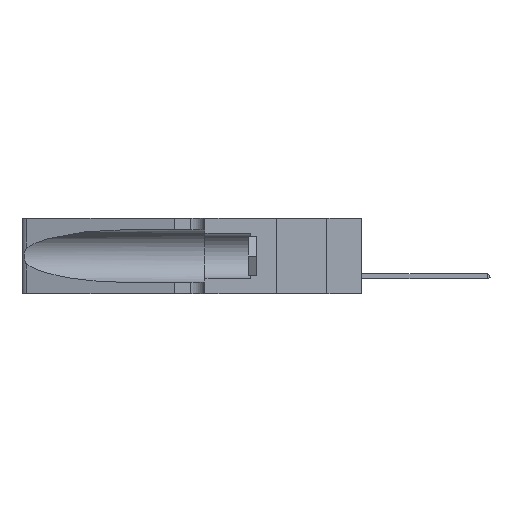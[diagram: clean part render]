
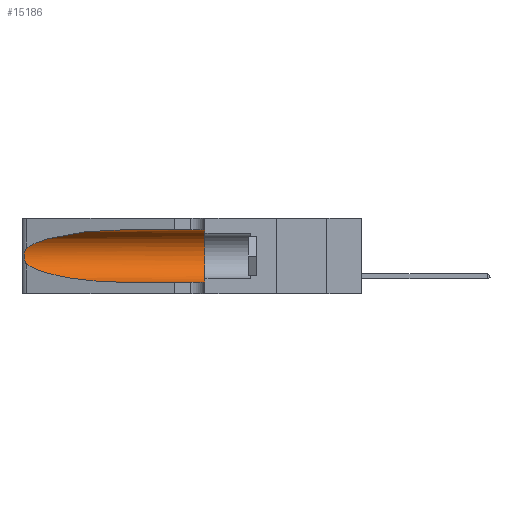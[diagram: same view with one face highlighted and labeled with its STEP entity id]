
A CAD part, left-side view. The second image highlights one B-rep face of the part: STEP entity #15186.
In plain terms, the highlighted cylindrical face has radius 3.308 mm (diameter 6.617 mm), a partial arc.
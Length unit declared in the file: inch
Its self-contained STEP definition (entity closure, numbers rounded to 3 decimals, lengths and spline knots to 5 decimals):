
#75 = LINE ( 'NONE', #5478, #15368 ) ;
#968 = EDGE_CURVE ( 'NONE', #5142, #13278, #75, .T. ) ;
#992 = CARTESIAN_POINT ( 'NONE',  ( 0.1305, 0.35, 0.31525 ) ) ;
#1367 = ORIENTED_EDGE ( 'NONE', *, *, #15415, .T. ) ;
#1833 = DIRECTION ( 'NONE',  ( 0., 0., -1. ) ) ;
#1854 = CARTESIAN_POINT ( 'NONE',  ( 0.1305, 0.72297, 0.31525 ) ) ;
#1946 = CARTESIAN_POINT ( 'NONE',  ( 0.25487, 1.22718, 0.22369 ) ) ;
#2728 = DIRECTION ( 'NONE',  ( 0., -1., 0. ) ) ;
#3152 = EDGE_CURVE ( 'NONE', #13278, #7933, #3157, .T. ) ;
#3157 = CIRCLE ( 'NONE', #18213, 0.13025 ) ;
#3265 = CARTESIAN_POINT ( 'NONE',  ( 0.1305, 0.72297, 0.31525 ) ) ;
#3366 = ORIENTED_EDGE ( 'NONE', *, *, #17889, .T. ) ;
#3460 = VERTEX_POINT ( 'NONE', #14272 ) ;
#3503 = DIRECTION ( 'NONE',  ( 0., -1., 0. ) ) ;
#4851 = VECTOR ( 'NONE', #2728, 39.37008 ) ;
#5142 = VERTEX_POINT ( 'NONE', #3265 ) ;
#5272 = CARTESIAN_POINT ( 'NONE',  ( 0.2373, 1.15595, 0.28018 ) ) ;
#5413 = CARTESIAN_POINT ( 'NONE',  ( 0.1305, 1.61858, 0.185 ) ) ;
#5443 = CARTESIAN_POINT ( 'NONE',  ( 0.25856, 1.23593, 0.16098 ) ) ;
#5478 = CARTESIAN_POINT ( 'NONE',  ( 0.1305, 1.61858, 0.31525 ) ) ;
#6334 = CARTESIAN_POINT ( 'NONE',  ( 0.1305, 1.61858, 0.05475 ) ) ;
#6377 = ORIENTED_EDGE ( 'NONE', *, *, #968, .F. ) ;
#6956 = CARTESIAN_POINT ( 'NONE',  ( 0.25555, 1.22993, 0.14849 ) ) ;
#7052 = ORIENTED_EDGE ( 'NONE', *, *, #3152, .F. ) ;
#7598 = DIRECTION ( 'NONE',  ( 0., 1., 0. ) ) ;
#7933 = VERTEX_POINT ( 'NONE', #14519 ) ;
#8749 = CARTESIAN_POINT ( 'NONE',  ( 0.25487, 1.22718, 0.14631 ) ) ;
#8756 = EDGE_CURVE ( 'NONE', #11192, #7933, #9047, .T. ) ;
#9047 = LINE ( 'NONE', #6334, #4851 ) ;
#9728 = VERTEX_POINT ( 'NONE', #1946 ) ;
#9774 =( BOUNDED_CURVE ( )  B_SPLINE_CURVE ( 3, ( #1854, #14503, #5272, #17861 ),
 .UNSPECIFIED., .F., .T. ) 
 B_SPLINE_CURVE_WITH_KNOTS ( ( 4, 4 ),
 ( 1.5708, 2.84003 ),
 .UNSPECIFIED. ) 
 CURVE ( )  GEOMETRIC_REPRESENTATION_ITEM ( )  RATIONAL_B_SPLINE_CURVE ( ( 1., 0.87, 0.87, 1. ) ) 
 REPRESENTATION_ITEM ( '' )  );
#10657 = CYLINDRICAL_SURFACE ( 'NONE', #14322, 0.13025 ) ;
#10892 =( BOUNDED_CURVE ( )  B_SPLINE_CURVE ( 3, ( #18328, #21891, #18575, #11029 ),
 .UNSPECIFIED., .F., .T. ) 
 B_SPLINE_CURVE_WITH_KNOTS ( ( 4, 4 ),
 ( 3.44316, 4.71239 ),
 .UNSPECIFIED. ) 
 CURVE ( )  GEOMETRIC_REPRESENTATION_ITEM ( )  RATIONAL_B_SPLINE_CURVE ( ( 1., 0.87, 0.87, 1. ) ) 
 REPRESENTATION_ITEM ( '' )  );
#11029 = CARTESIAN_POINT ( 'NONE',  ( 0.1305, 0.72297, 0.05475 ) ) ;
#11090 = DIRECTION ( 'NONE',  ( 0., 0., 1. ) ) ;
#11192 = VERTEX_POINT ( 'NONE', #17669 ) ;
#12281 = CARTESIAN_POINT ( 'NONE',  ( 0.25789, 1.23486, 0.15765 ) ) ;
#12351 = CARTESIAN_POINT ( 'NONE',  ( 0.26018, 1.23835, 0.19895 ) ) ;
#12430 = CARTESIAN_POINT ( 'NONE',  ( 0.25555, 1.22994, 0.2215 ) ) ;
#12576 = CARTESIAN_POINT ( 'NONE',  ( 0.26017, 1.23833, 0.17102 ) ) ;
#13278 = VERTEX_POINT ( 'NONE', #992 ) ;
#14208 = CARTESIAN_POINT ( 'NONE',  ( 0.25787, 1.23484, 0.2124 ) ) ;
#14272 = CARTESIAN_POINT ( 'NONE',  ( 0.25487, 1.22718, 0.14631 ) ) ;
#14322 = AXIS2_PLACEMENT_3D ( 'NONE', #5413, #16201, #1833 ) ;
#14354 = CARTESIAN_POINT ( 'NONE',  ( 0.25487, 1.22718, 0.22369 ) ) ;
#14503 = CARTESIAN_POINT ( 'NONE',  ( 0.18966, 0.96281, 0.31525 ) ) ;
#14519 = CARTESIAN_POINT ( 'NONE',  ( 0.1305, 0.35, 0.05475 ) ) ;
#14666 = FACE_OUTER_BOUND ( 'NONE', #16396, .T. ) ;
#14978 = EDGE_CURVE ( 'NONE', #9728, #3460, #19327, .T. ) ;
#15104 = ORIENTED_EDGE ( 'NONE', *, *, #8756, .T. ) ;
#15186 = ADVANCED_FACE ( 'NONE', ( #14666 ), #10657, .F. ) ;
#15368 = VECTOR ( 'NONE', #3503, 39.37008 ) ;
#15415 = EDGE_CURVE ( 'NONE', #5142, #9728, #9774, .T. ) ;
#16201 = DIRECTION ( 'NONE',  ( 0., -1., 0. ) ) ;
#16232 = CARTESIAN_POINT ( 'NONE',  ( 0.25854, 1.2359, 0.20912 ) ) ;
#16396 = EDGE_LOOP ( 'NONE', ( #1367, #18100, #3366, #15104, #7052, #6377 ) ) ;
#17669 = CARTESIAN_POINT ( 'NONE',  ( 0.1305, 0.72297, 0.05475 ) ) ;
#17723 = CARTESIAN_POINT ( 'NONE',  ( 0.25639, 1.23186, 0.15144 ) ) ;
#17798 = CARTESIAN_POINT ( 'NONE',  ( 0.26075, 1.23896, 0.178 ) ) ;
#17861 = CARTESIAN_POINT ( 'NONE',  ( 0.25487, 1.22718, 0.22369 ) ) ;
#17889 = EDGE_CURVE ( 'NONE', #3460, #11192, #10892, .T. ) ;
#18100 = ORIENTED_EDGE ( 'NONE', *, *, #14978, .T. ) ;
#18213 = AXIS2_PLACEMENT_3D ( 'NONE', #21948, #7598, #11090 ) ;
#18328 = CARTESIAN_POINT ( 'NONE',  ( 0.25487, 1.22718, 0.14631 ) ) ;
#18575 = CARTESIAN_POINT ( 'NONE',  ( 0.18966, 0.96281, 0.05475 ) ) ;
#19327 = B_SPLINE_CURVE_WITH_KNOTS ( 'NONE', 3,
 ( #14354, #12430, #21326, #14208, #16232, #12351, #21618, #17798, #12576, #5443, #12281, #17723, #6956, #8749 ),
 .UNSPECIFIED., .F., .F.,
 ( 4, 2, 2, 2, 2, 2, 4 ),
 ( 0., 0.00027, 0.00053, 0.00107, 0.0016, 0.00187, 0.00214 ),
 .UNSPECIFIED. ) ;
#21326 = CARTESIAN_POINT ( 'NONE',  ( 0.25639, 1.23184, 0.21858 ) ) ;
#21618 = CARTESIAN_POINT ( 'NONE',  ( 0.26075, 1.23896, 0.19203 ) ) ;
#21891 = CARTESIAN_POINT ( 'NONE',  ( 0.2373, 1.15595, 0.08982 ) ) ;
#21948 = CARTESIAN_POINT ( 'NONE',  ( 0.1305, 0.35, 0.185 ) ) ;
